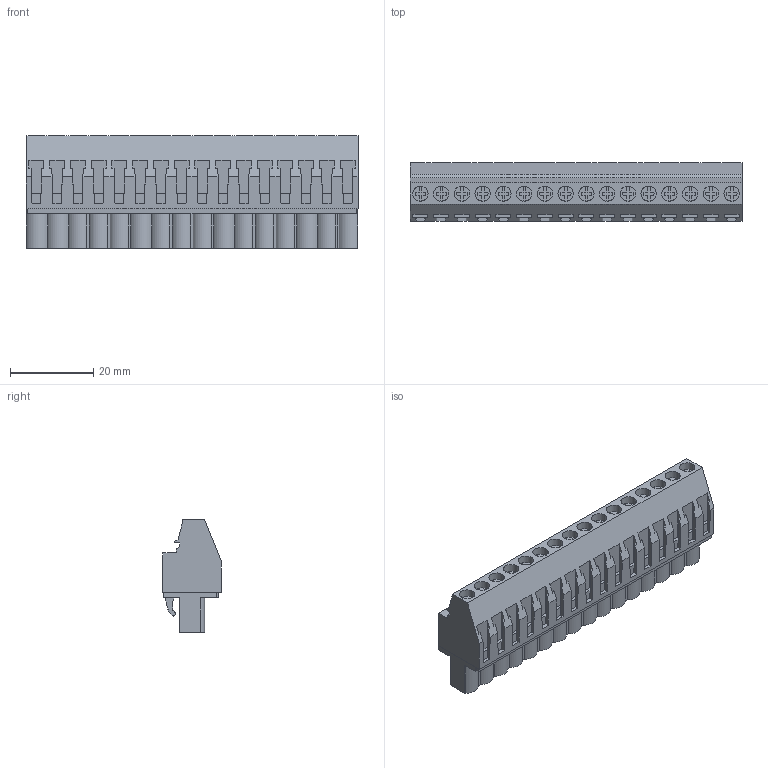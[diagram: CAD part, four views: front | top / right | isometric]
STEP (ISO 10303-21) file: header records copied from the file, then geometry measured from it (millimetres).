
FILE_DESCRIPTION(('CATIA V5 STEP Exchange','CAx-IF Rec.Pracs.--- Model Styling and Organization---1.2---2011-12-15'),'2;1');
FILE_NAME ('D1460412_0_1957960000_1957960000.stp','2017-09-20T13:01:56+00:00',('none'),('Weidmueller'),'CATIA Version 5-6 Release 2014','CATIA V5 STEP AP214','none');
FILE_SCHEMA(('AUTOMOTIVE_DESIGN { 1 0 10303 214 1 1 1 1 }'));
Length unit declared in the file: millimetre
Products named in the file (1): 1957960000
Bounding box: 80 x 14.05 x 27.2 mm (x, y, z)
Volume: 18226 mm3; surface area: 10537.7 mm2
Topology: 17 solids, 17 shells, 1010 faces, 2804 edges, 1893 vertices
Faces by surface type: plane 858, cylinder 142, extrusion 10
Entity records: 29694 total; most frequent: ORIENTED_EDGE 5608, CARTESIAN_POINT 5481, DIRECTION 3922, EDGE_CURVE 2804, VECTOR 2436, LINE 2426, VERTEX_POINT 1893, EDGE_LOOP 1075
